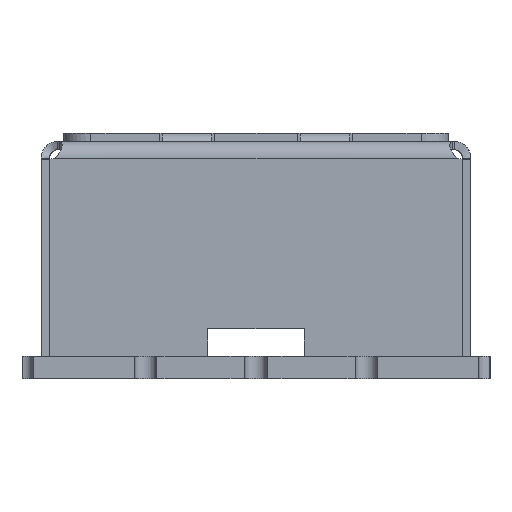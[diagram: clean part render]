
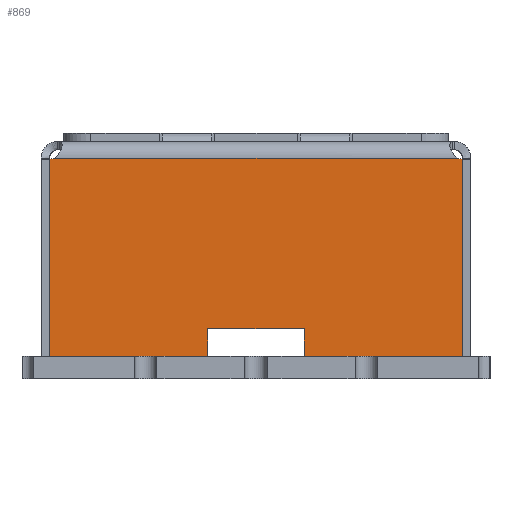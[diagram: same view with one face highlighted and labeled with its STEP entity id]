
A CAD part, left-side view. The second image highlights one B-rep face of the part: STEP entity #869.
In plain terms, the highlighted planar face has unit normal (-1, 0, 0).
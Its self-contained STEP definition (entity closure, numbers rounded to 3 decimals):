
#869=ADVANCED_FACE('',(#7031),#7033,.F.);
#7031=FACE_BOUND('',#7032,.T.);
#7032=EDGE_LOOP('',(#14904,#14905,#14906,#14907,#14908,#14909,#14910,#14911,#14912,
#14913));
#7033=PLANE('',#7034);
#7034=AXIS2_PLACEMENT_3D('',#7035,#7036,#7037);
#7035=CARTESIAN_POINT('',(-11.8,0.,8.613));
#7036=DIRECTION('',(1.,0.,0.));
#7037=DIRECTION('',(0.,0.,-1.));
#14904=ORIENTED_EDGE('',*,*,#18346,.T.);
#14905=ORIENTED_EDGE('',*,*,#18362,.F.);
#14906=ORIENTED_EDGE('',*,*,#18363,.F.);
#14907=ORIENTED_EDGE('',*,*,#18364,.F.);
#14908=ORIENTED_EDGE('',*,*,#18365,.T.);
#14909=ORIENTED_EDGE('',*,*,#18360,.F.);
#14910=ORIENTED_EDGE('',*,*,#18366,.T.);
#14911=ORIENTED_EDGE('',*,*,#18353,.F.);
#14912=ORIENTED_EDGE('',*,*,#18367,.F.);
#14913=ORIENTED_EDGE('',*,*,#18368,.T.);
#18346=EDGE_CURVE('',#20471,#20469,#20472,.T.);
#18353=EDGE_CURVE('',#20482,#20484,#20485,.T.);
#18360=EDGE_CURVE('',#20495,#20497,#20498,.T.);
#18362=EDGE_CURVE('',#20500,#20469,#20501,.T.);
#18363=EDGE_CURVE('',#20502,#20500,#20503,.T.);
#18364=EDGE_CURVE('',#20504,#20502,#20505,.T.);
#18365=EDGE_CURVE('',#20504,#20497,#20506,.T.);
#18366=EDGE_CURVE('',#20495,#20484,#20507,.T.);
#18367=EDGE_CURVE('',#20508,#20482,#20509,.T.);
#18368=EDGE_CURVE('',#20508,#20471,#20510,.T.);
#20469=VERTEX_POINT('',#24269);
#20471=VERTEX_POINT('',#24273);
#20472=LINE('',#24274,#24275);
#20482=VERTEX_POINT('',#24296);
#20484=VERTEX_POINT('',#24317);
#20485=LINE('',#24318,#24319);
#20495=VERTEX_POINT('',#24385);
#20497=VERTEX_POINT('',#24389);
#20498=LINE('',#24390,#24391);
#20500=VERTEX_POINT('',#24396);
#20501=LINE('',#24397,#24398);
#20502=VERTEX_POINT('',#24400);
#20503=LINE('',#24401,#24402);
#20504=VERTEX_POINT('',#24404);
#20505=LINE('',#24405,#24406);
#20506=LINE('',#24408,#24409);
#20507=CIRCLE('',#24411,0.45);
#20508=VERTEX_POINT('',#24415);
#20509=CIRCLE('',#24416,0.45);
#20510=LINE('',#24420,#24421);
#24269=CARTESIAN_POINT('',(-11.8,1.75,0.813));
#24273=CARTESIAN_POINT('',(-11.8,7.493,0.813));
#24274=CARTESIAN_POINT('',(-11.8,7.493,0.813));
#24275=VECTOR('',#24276,1.);
#24276=DIRECTION('',(0.,-1.,0.));
#24296=CARTESIAN_POINT('',(-11.8,7.316,8.013));
#24317=CARTESIAN_POINT('',(-11.8,-7.316,8.013));
#24318=CARTESIAN_POINT('',(-11.8,7.316,8.013));
#24319=VECTOR('',#24320,1.);
#24320=DIRECTION('',(0.,-1.,0.));
#24385=CARTESIAN_POINT('',(-11.8,-7.493,7.977));
#24389=CARTESIAN_POINT('',(-11.8,-7.493,0.813));
#24390=CARTESIAN_POINT('',(-11.8,-7.493,7.977));
#24391=VECTOR('',#24392,1.);
#24392=DIRECTION('',(0.,0.,-1.));
#24396=CARTESIAN_POINT('',(-11.8,1.75,1.813));
#24397=CARTESIAN_POINT('',(-11.8,1.75,1.813));
#24398=VECTOR('',#24399,1.);
#24399=DIRECTION('',(0.,0.,-1.));
#24400=CARTESIAN_POINT('',(-11.8,-1.75,1.813));
#24401=CARTESIAN_POINT('',(-11.8,-1.75,1.813));
#24402=VECTOR('',#24403,1.);
#24403=DIRECTION('',(0.,1.,0.));
#24404=CARTESIAN_POINT('',(-11.8,-1.75,0.813));
#24405=CARTESIAN_POINT('',(-11.8,-1.75,0.813));
#24406=VECTOR('',#24407,1.);
#24407=DIRECTION('',(0.,0.,1.));
#24408=CARTESIAN_POINT('',(-11.8,-1.75,0.813));
#24409=VECTOR('',#24410,1.);
#24410=DIRECTION('',(0.,-1.,0.));
#24411=AXIS2_PLACEMENT_3D('',#24412,#24413,#24414);
#24412=CARTESIAN_POINT('',(-11.8,-7.493,8.427));
#24413=DIRECTION('',(1.,0.,0.));
#24414=DIRECTION('',(0.,0.,-1.));
#24415=CARTESIAN_POINT('',(-11.8,7.493,7.977));
#24416=AXIS2_PLACEMENT_3D('',#24417,#24418,#24419);
#24417=CARTESIAN_POINT('',(-11.8,7.493,8.427));
#24418=DIRECTION('',(-1.,0.,0.));
#24419=DIRECTION('',(0.,0.,-1.));
#24420=CARTESIAN_POINT('',(-11.8,7.493,7.977));
#24421=VECTOR('',#24422,1.);
#24422=DIRECTION('',(0.,0.,-1.));
